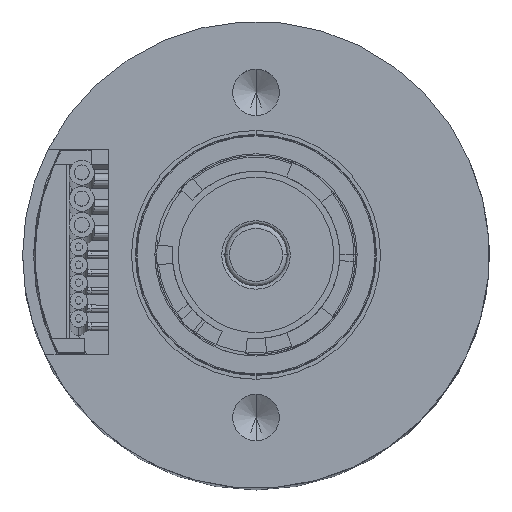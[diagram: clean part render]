
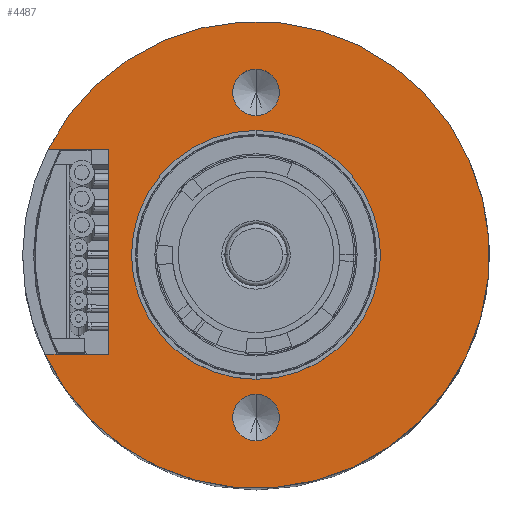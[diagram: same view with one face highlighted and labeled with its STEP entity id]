
A CAD part, top view. The second image highlights one B-rep face of the part: STEP entity #4487.
In plain terms, the highlighted planar face has unit normal (0, 0, 1).
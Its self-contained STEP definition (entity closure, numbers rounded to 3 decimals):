
#748=DIRECTION('',(1.,0.,0.));
#749=VECTOR('',#748,3.87);
#750=CARTESIAN_POINT('',(-13.37,6.8,62.6));
#751=LINE('',#750,#749);
#752=DIRECTION('',(1.,0.,0.));
#753=VECTOR('',#752,4.066);
#754=CARTESIAN_POINT('',(-13.566,-6.4,62.6));
#755=LINE('',#754,#753);
#756=DIRECTION('',(0.,1.,0.));
#757=VECTOR('',#756,13.2);
#758=CARTESIAN_POINT('',(-9.5,-6.4,62.6));
#759=LINE('',#758,#757);
#760=CARTESIAN_POINT('',(0.,0.,62.6));
#761=DIRECTION('',(0.,0.,-1.));
#762=DIRECTION('',(0.,-1.,0.));
#763=AXIS2_PLACEMENT_3D('',#760,#761,#762);
#765=CARTESIAN_POINT('',(0.,0.,62.6));
#766=DIRECTION('',(0.,0.,1.));
#767=DIRECTION('',(0.,-1.,0.));
#768=AXIS2_PLACEMENT_3D('',#765,#766,#767);
#770=CARTESIAN_POINT('',(0.,10.45,62.6));
#771=DIRECTION('',(0.,0.,1.));
#772=DIRECTION('',(0.,1.,0.));
#773=AXIS2_PLACEMENT_3D('',#770,#771,#772);
#775=CARTESIAN_POINT('',(0.,10.45,62.6));
#776=DIRECTION('',(0.,0.,1.));
#777=DIRECTION('',(0.,-1.,0.));
#778=AXIS2_PLACEMENT_3D('',#775,#776,#777);
#780=CARTESIAN_POINT('',(0.,-10.45,62.6));
#781=DIRECTION('',(0.,0.,-1.));
#782=DIRECTION('',(0.,-1.,0.));
#783=AXIS2_PLACEMENT_3D('',#780,#781,#782);
#785=CARTESIAN_POINT('',(0.,-10.45,62.6));
#786=DIRECTION('',(0.,0.,-1.));
#787=DIRECTION('',(0.,1.,0.));
#788=AXIS2_PLACEMENT_3D('',#785,#786,#787);
#1487=CARTESIAN_POINT('',(0.,0.,62.6));
#1488=DIRECTION('',(0.,0.,1.));
#1489=DIRECTION('',(-0.904,-0.427,0.));
#1490=AXIS2_PLACEMENT_3D('',#1487,#1488,#1489);
#3443=CARTESIAN_POINT('',(0.,-7.75,62.6));
#3444=VERTEX_POINT('',#3443);
#3447=CARTESIAN_POINT('',(0.,7.75,62.6));
#3448=VERTEX_POINT('',#3447);
#3453=CARTESIAN_POINT('',(-13.37,6.8,62.6));
#3454=CARTESIAN_POINT('',(-9.5,6.8,62.6));
#3455=VERTEX_POINT('',#3453);
#3456=VERTEX_POINT('',#3454);
#3457=CARTESIAN_POINT('',(-13.566,-6.4,62.6));
#3458=CARTESIAN_POINT('',(-9.5,-6.4,62.6));
#3459=VERTEX_POINT('',#3457);
#3460=VERTEX_POINT('',#3458);
#3487=CARTESIAN_POINT('',(0.,11.95,62.6));
#3488=CARTESIAN_POINT('',(0.,8.95,62.6));
#3489=VERTEX_POINT('',#3487);
#3490=VERTEX_POINT('',#3488);
#3497=CARTESIAN_POINT('',(0.,-11.95,62.6));
#3498=VERTEX_POINT('',#3497);
#3499=CARTESIAN_POINT('',(0.,-8.95,62.6));
#3500=VERTEX_POINT('',#3499);
#4456=CARTESIAN_POINT('',(0.,0.,62.6));
#4457=DIRECTION('',(0.,0.,1.));
#4458=DIRECTION('',(0.,1.,0.));
#4459=AXIS2_PLACEMENT_3D('',#4456,#4457,#4458);
#4460=PLANE('',#4459);
#4462=ORIENTED_EDGE('',*,*,#4461,.F.);
#4464=ORIENTED_EDGE('',*,*,#4463,.F.);
#4466=ORIENTED_EDGE('',*,*,#4465,.T.);
#4468=ORIENTED_EDGE('',*,*,#4467,.T.);
#4469=EDGE_LOOP('',(#4462,#4464,#4466,#4468));
#4470=FACE_OUTER_BOUND('',#4469,.F.);
#4471=ORIENTED_EDGE('',*,*,#4449,.F.);
#4472=ORIENTED_EDGE('',*,*,#4438,.T.);
#4473=EDGE_LOOP('',(#4471,#4472));
#4474=FACE_BOUND('',#4473,.F.);
#4476=ORIENTED_EDGE('',*,*,#4475,.T.);
#4478=ORIENTED_EDGE('',*,*,#4477,.T.);
#4479=EDGE_LOOP('',(#4476,#4478));
#4480=FACE_BOUND('',#4479,.F.);
#4482=ORIENTED_EDGE('',*,*,#4481,.F.);
#4484=ORIENTED_EDGE('',*,*,#4483,.F.);
#4485=EDGE_LOOP('',(#4482,#4484));
#4486=FACE_BOUND('',#4485,.F.);
#4487=ADVANCED_FACE('',(#4470,#4474,#4480,#4486),#4460,.T.);
#764=CIRCLE('',#763,7.75);
#769=CIRCLE('',#768,7.75);
#774=CIRCLE('',#773,1.5);
#779=CIRCLE('',#778,1.5);
#784=CIRCLE('',#783,1.5);
#789=CIRCLE('',#788,1.5);
#1491=CIRCLE('',#1490,15.);
#4438=EDGE_CURVE('',#3444,#3448,#769,.T.);
#4449=EDGE_CURVE('',#3444,#3448,#764,.T.);
#4461=EDGE_CURVE('',#3455,#3456,#751,.T.);
#4463=EDGE_CURVE('',#3459,#3455,#1491,.T.);
#4465=EDGE_CURVE('',#3459,#3460,#755,.T.);
#4467=EDGE_CURVE('',#3460,#3456,#759,.T.);
#4475=EDGE_CURVE('',#3489,#3490,#774,.T.);
#4477=EDGE_CURVE('',#3490,#3489,#779,.T.);
#4481=EDGE_CURVE('',#3498,#3500,#784,.T.);
#4483=EDGE_CURVE('',#3500,#3498,#789,.T.);
